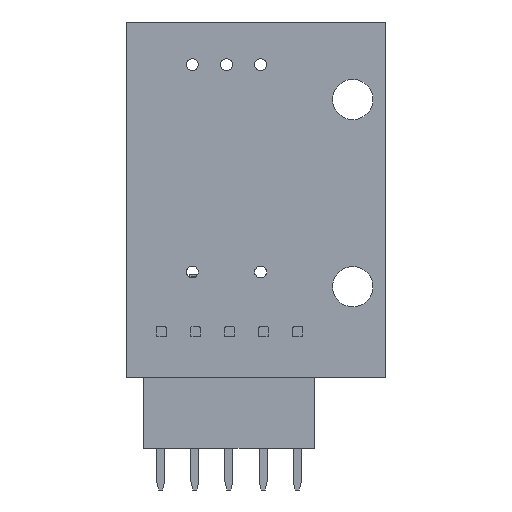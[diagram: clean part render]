
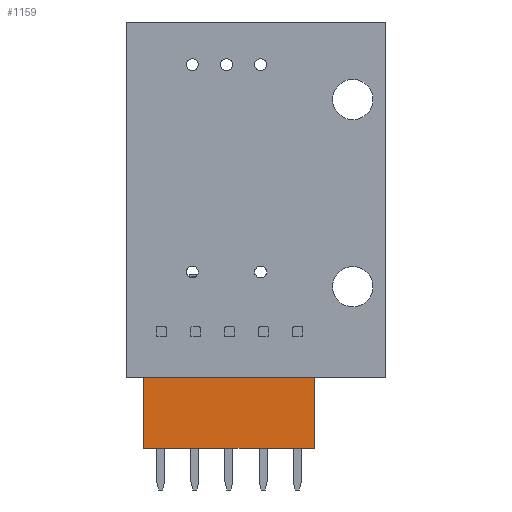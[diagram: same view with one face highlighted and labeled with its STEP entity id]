
A CAD part, left-side view. The second image highlights one B-rep face of the part: STEP entity #1159.
In plain terms, the highlighted planar face has unit normal (-1, 0, 0).
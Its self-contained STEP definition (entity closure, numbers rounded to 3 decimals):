
#44 = PLANE('',#45);
#45 = AXIS2_PLACEMENT_3D('',#46,#47,#48);
#46 = CARTESIAN_POINT('',(-1.27,-11.43,0.));
#47 = DIRECTION('',(0.,1.,0.));
#48 = DIRECTION('',(1.,0.,0.));
#72 = PLANE('',#73);
#73 = AXIS2_PLACEMENT_3D('',#74,#75,#76);
#74 = CARTESIAN_POINT('',(1.27,-11.43,7.));
#75 = DIRECTION('',(0.,0.,-1.));
#76 = DIRECTION('',(0.,-1.,0.));
#100 = PLANE('',#101);
#101 = AXIS2_PLACEMENT_3D('',#102,#103,#104);
#102 = CARTESIAN_POINT('',(1.27,1.27,0.));
#103 = DIRECTION('',(0.,-1.,0.));
#104 = DIRECTION('',(-1.,0.,0.));
#142 = VERTEX_POINT('',#143);
#143 = CARTESIAN_POINT('',(-1.27,-11.43,0.));
#159 = PLANE('',#160);
#160 = AXIS2_PLACEMENT_3D('',#161,#162,#163);
#161 = CARTESIAN_POINT('',(1.27,-11.43,0.));
#162 = DIRECTION('',(0.,0.,-1.));
#163 = DIRECTION('',(0.,-1.,0.));
#171 = EDGE_CURVE('',#142,#172,#174,.T.);
#172 = VERTEX_POINT('',#173);
#173 = CARTESIAN_POINT('',(-1.27,-11.43,7.));
#174 = SURFACE_CURVE('',#175,(#179,#186),.PCURVE_S1.);
#175 = LINE('',#176,#177);
#176 = CARTESIAN_POINT('',(-1.27,-11.43,0.));
#177 = VECTOR('',#178,1.);
#178 = DIRECTION('',(0.,0.,1.));
#179 = PCURVE('',#44,#180);
#180 = DEFINITIONAL_REPRESENTATION('',(#181),#185);
#181 = LINE('',#182,#183);
#182 = CARTESIAN_POINT('',(0.,0.));
#183 = VECTOR('',#184,1.);
#184 = DIRECTION('',(0.,-1.));
#185 = ( GEOMETRIC_REPRESENTATION_CONTEXT(2) 
PARAMETRIC_REPRESENTATION_CONTEXT() REPRESENTATION_CONTEXT('2D SPACE',''
  ) );
#186 = PCURVE('',#187,#192);
#187 = PLANE('',#188);
#188 = AXIS2_PLACEMENT_3D('',#189,#190,#191);
#189 = CARTESIAN_POINT('',(-1.27,1.27,0.));
#190 = DIRECTION('',(1.,0.,0.));
#191 = DIRECTION('',(0.,-1.,0.));
#192 = DEFINITIONAL_REPRESENTATION('',(#193),#197);
#193 = LINE('',#194,#195);
#194 = CARTESIAN_POINT('',(12.7,0.));
#195 = VECTOR('',#196,1.);
#196 = DIRECTION('',(0.,-1.));
#197 = ( GEOMETRIC_REPRESENTATION_CONTEXT(2) 
PARAMETRIC_REPRESENTATION_CONTEXT() REPRESENTATION_CONTEXT('2D SPACE',''
  ) );
#331 = EDGE_CURVE('',#332,#172,#334,.T.);
#332 = VERTEX_POINT('',#333);
#333 = CARTESIAN_POINT('',(-1.27,1.27,7.));
#334 = SURFACE_CURVE('',#335,(#339,#346),.PCURVE_S1.);
#335 = LINE('',#336,#337);
#336 = CARTESIAN_POINT('',(-1.27,1.27,7.));
#337 = VECTOR('',#338,1.);
#338 = DIRECTION('',(0.,-1.,0.));
#339 = PCURVE('',#72,#340);
#340 = DEFINITIONAL_REPRESENTATION('',(#341),#345);
#341 = LINE('',#342,#343);
#342 = CARTESIAN_POINT('',(-12.7,2.54));
#343 = VECTOR('',#344,1.);
#344 = DIRECTION('',(1.,0.));
#345 = ( GEOMETRIC_REPRESENTATION_CONTEXT(2) 
PARAMETRIC_REPRESENTATION_CONTEXT() REPRESENTATION_CONTEXT('2D SPACE',''
  ) );
#346 = PCURVE('',#187,#347);
#347 = DEFINITIONAL_REPRESENTATION('',(#348),#352);
#348 = LINE('',#349,#350);
#349 = CARTESIAN_POINT('',(0.,-7.));
#350 = VECTOR('',#351,1.);
#351 = DIRECTION('',(1.,0.));
#352 = ( GEOMETRIC_REPRESENTATION_CONTEXT(2) 
PARAMETRIC_REPRESENTATION_CONTEXT() REPRESENTATION_CONTEXT('2D SPACE',''
  ) );
#973 = EDGE_CURVE('',#974,#332,#976,.T.);
#974 = VERTEX_POINT('',#975);
#975 = CARTESIAN_POINT('',(-1.27,1.27,0.));
#976 = SURFACE_CURVE('',#977,(#981,#988),.PCURVE_S1.);
#977 = LINE('',#978,#979);
#978 = CARTESIAN_POINT('',(-1.27,1.27,0.));
#979 = VECTOR('',#980,1.);
#980 = DIRECTION('',(0.,0.,1.));
#981 = PCURVE('',#100,#982);
#982 = DEFINITIONAL_REPRESENTATION('',(#983),#987);
#983 = LINE('',#984,#985);
#984 = CARTESIAN_POINT('',(2.54,0.));
#985 = VECTOR('',#986,1.);
#986 = DIRECTION('',(0.,-1.));
#987 = ( GEOMETRIC_REPRESENTATION_CONTEXT(2) 
PARAMETRIC_REPRESENTATION_CONTEXT() REPRESENTATION_CONTEXT('2D SPACE',''
  ) );
#988 = PCURVE('',#187,#989);
#989 = DEFINITIONAL_REPRESENTATION('',(#990),#994);
#990 = LINE('',#991,#992);
#991 = CARTESIAN_POINT('',(0.,0.));
#992 = VECTOR('',#993,1.);
#993 = DIRECTION('',(0.,-1.));
#994 = ( GEOMETRIC_REPRESENTATION_CONTEXT(2) 
PARAMETRIC_REPRESENTATION_CONTEXT() REPRESENTATION_CONTEXT('2D SPACE',''
  ) );
#1138 = EDGE_CURVE('',#974,#142,#1139,.T.);
#1139 = SURFACE_CURVE('',#1140,(#1144,#1151),.PCURVE_S1.);
#1140 = LINE('',#1141,#1142);
#1141 = CARTESIAN_POINT('',(-1.27,1.27,0.));
#1142 = VECTOR('',#1143,1.);
#1143 = DIRECTION('',(0.,-1.,0.));
#1144 = PCURVE('',#159,#1145);
#1145 = DEFINITIONAL_REPRESENTATION('',(#1146),#1150);
#1146 = LINE('',#1147,#1148);
#1147 = CARTESIAN_POINT('',(-12.7,2.54));
#1148 = VECTOR('',#1149,1.);
#1149 = DIRECTION('',(1.,0.));
#1150 = ( GEOMETRIC_REPRESENTATION_CONTEXT(2) 
PARAMETRIC_REPRESENTATION_CONTEXT() REPRESENTATION_CONTEXT('2D SPACE',''
  ) );
#1151 = PCURVE('',#187,#1152);
#1152 = DEFINITIONAL_REPRESENTATION('',(#1153),#1157);
#1153 = LINE('',#1154,#1155);
#1154 = CARTESIAN_POINT('',(0.,0.));
#1155 = VECTOR('',#1156,1.);
#1156 = DIRECTION('',(1.,0.));
#1157 = ( GEOMETRIC_REPRESENTATION_CONTEXT(2) 
PARAMETRIC_REPRESENTATION_CONTEXT() REPRESENTATION_CONTEXT('2D SPACE',''
  ) );
#1159 = ADVANCED_FACE('',(#1160),#187,.F.);
#1160 = FACE_BOUND('',#1161,.F.);
#1161 = EDGE_LOOP('',(#1162,#1163,#1164,#1165));
#1162 = ORIENTED_EDGE('',*,*,#973,.T.);
#1163 = ORIENTED_EDGE('',*,*,#331,.T.);
#1164 = ORIENTED_EDGE('',*,*,#171,.F.);
#1165 = ORIENTED_EDGE('',*,*,#1138,.F.);
